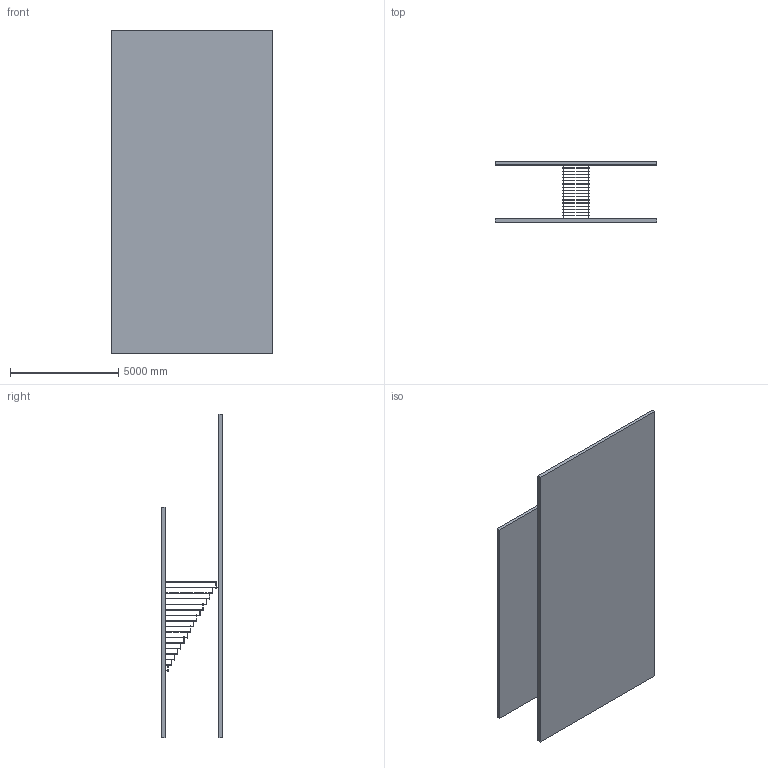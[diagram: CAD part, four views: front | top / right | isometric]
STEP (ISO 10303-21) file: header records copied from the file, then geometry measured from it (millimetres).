
FILE_DESCRIPTION(('FreeCAD Model'),'2;1');
FILE_NAME('Open CASCADE Shape Model','2025-05-01T21:11:03',('FreeCAD'),( 'FreeCAD'),'Open CASCADE STEP processor 7.6','FreeCAD','Unknown');
FILE_SCHEMA(('AUTOMOTIVE_DESIGN { 1 0 10303 214 1 1 1 1 }'));
Products named in the file (1): Open CASCADE STEP translator 7.6 1
Bounding box: 7489.39 x 2829.33 x 14978.79 mm (x, y, z)
Volume: 31239649166.5 mm3; surface area: 410508325.1 mm2
Topology: 227 solids, 227 shells, 4525 faces, 9994 edges, 5916 vertices
Faces by surface type: bspline 4525
Entity records: 132970 total; most frequent: CARTESIAN_POINT 75497, ORIENTED_EDGE 19452, EDGE_CURVE 9726, VERTEX_POINT 5916, B_SPLINE_CURVE_WITH_KNOTS 5370, FACE_BOUND 5192, EDGE_LOOP 5192, ADVANCED_FACE 4525
